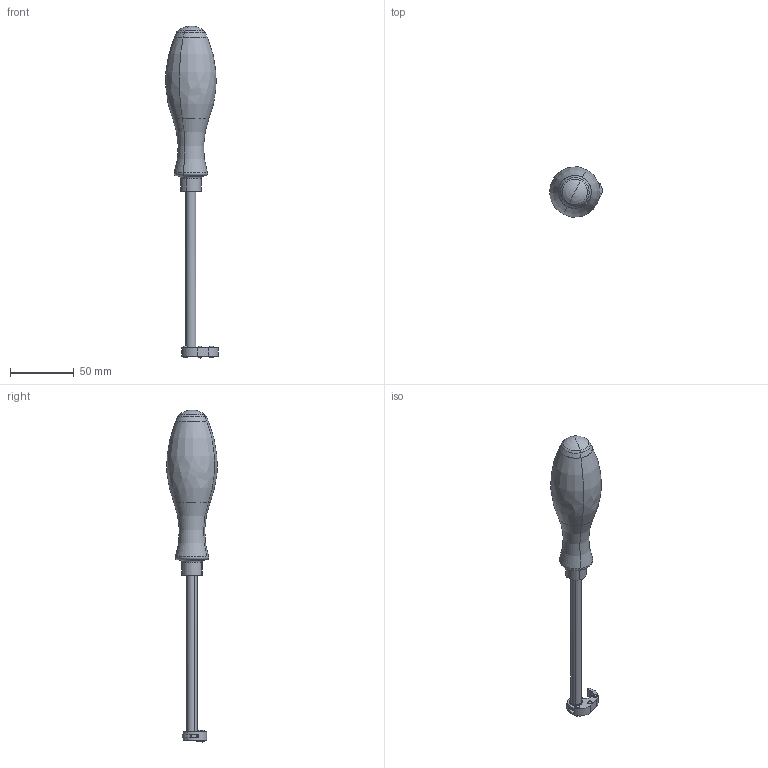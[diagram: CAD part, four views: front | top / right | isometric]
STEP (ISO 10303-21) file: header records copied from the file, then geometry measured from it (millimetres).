
FILE_DESCRIPTION(('CATIA V5 STEP Exchange','CAx-IF Rec.Pracs.--- Model Styling and Organization---1.5--- 2016-08-15','CAx-IF Rec.Pracs.---Supplemental Geometry---1.0---2011-11-01','CAx-IF Rec.Pracs.--- Composite Materials ---1.1---2010-07-15'),'2;1');
FILE_NAME ('025872-3_0', '2025-11-03T06:16:43+00:00', ('none'), ('Weidmueller'), 'CATIA Version 5-6 Release 2024 SP4', 'CATIA V5 STEP AP214 v3', 'none');
FILE_SCHEMA(('AUTOMOTIVE_DESIGN { 1 0 10303 214 1 1 1 1 }'));
Length unit declared in the file: millimetre
Products named in the file (1): 1900030000
Bounding box: 41.55 x 39.56 x 261.18 mm (x, y, z)
Volume: 96908.6 mm3; surface area: 18170.9 mm2
Topology: 2 solids, 5 shells, 154 faces, 438 edges, 280 vertices
Faces by surface type: cylinder 77, plane 49, sphere 14, torus 8, revolution 6
Entity records: 4795 total; most frequent: CARTESIAN_POINT 899, ORIENTED_EDGE 848, DIRECTION 650, EDGE_CURVE 424, AXIS2_PLACEMENT_3D 357, VERTEX_POINT 280, CIRCLE 242, VECTOR 174
